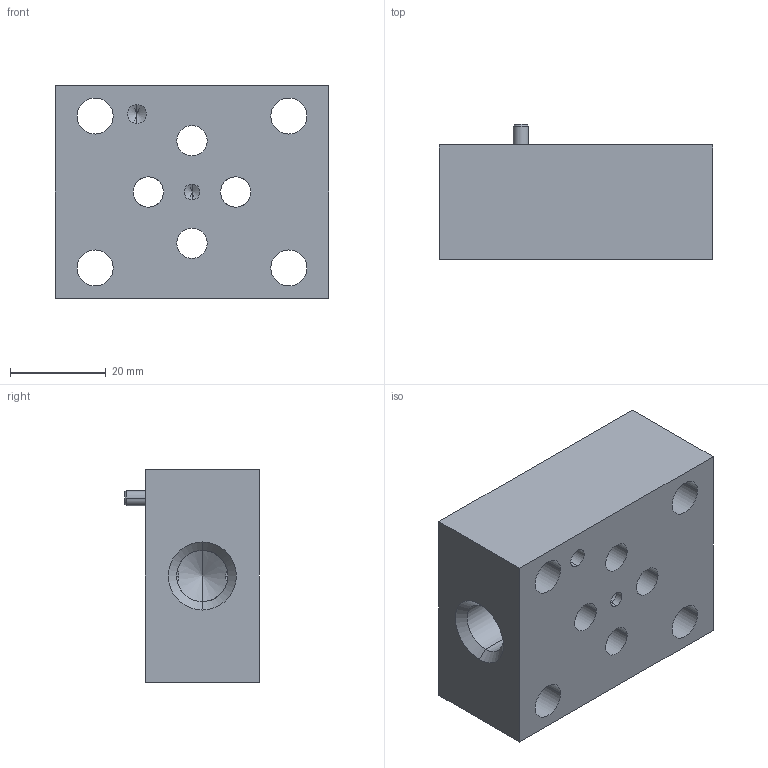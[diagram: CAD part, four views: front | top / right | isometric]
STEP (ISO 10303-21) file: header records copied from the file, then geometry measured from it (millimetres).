
FILE_DESCRIPTION((''),'2;1');
FILE_NAME('ZWV_ASM','2019-08-15T',('ProEService'),(''),'PRO/ENGINEER BY PARAMETRIC TECHNOLOGY CORPORATION, 2014200','PRO/ENGINEER BY PARAMETRIC TECHNOLOGY CORPORATION, 2014200','');
FILE_SCHEMA(('CONFIG_CONTROL_DESIGN'));
Length unit declared in the file: inch
Products named in the file (5): 150-326; 811-001-006; 500-001-012; 700-002; ZWV_ASM
Assembly tree (4 placements, depth 2):
  ZWV_ASM
    150-326
    811-001-006
    500-001-012
    700-002
Bounding box: 57.15 x 28.19 x 44.45 mm (x, y, z)
Volume: 49638 mm3; surface area: 14758.7 mm2
Topology: 2 solids, 2 shells, 74 faces, 374 edges, 379 vertices
Faces by surface type: cylinder 34, plane 20, cone 20
Entity records: 3961 total; most frequent: CARTESIAN_POINT 1035, DIRECTION 602, ORIENTED_EDGE 364, VECTOR 266, LINE 266, EDGE_CURVE 182, TRIMMED_CURVE 180, AXIS2_PLACEMENT_3D 168
